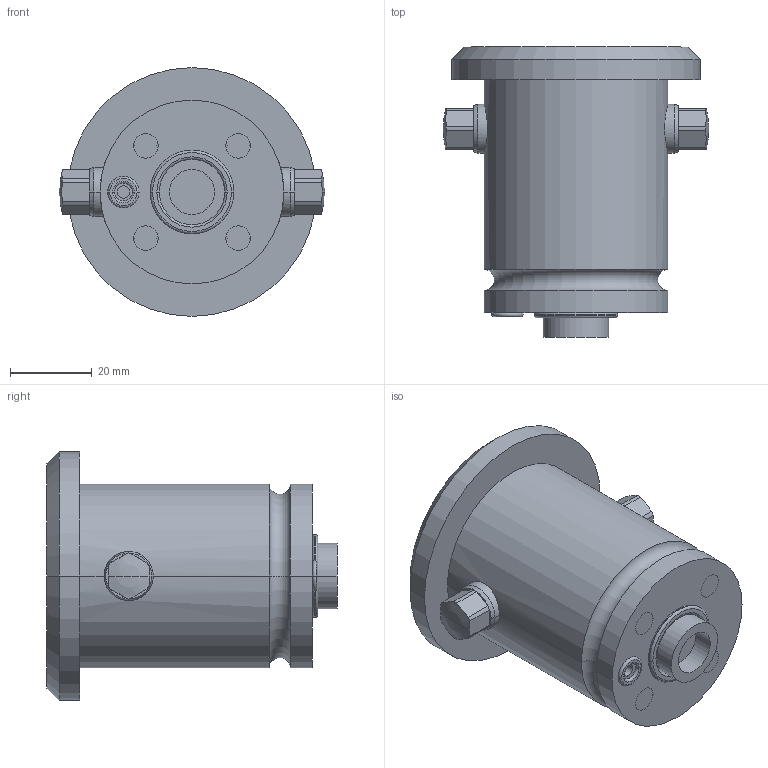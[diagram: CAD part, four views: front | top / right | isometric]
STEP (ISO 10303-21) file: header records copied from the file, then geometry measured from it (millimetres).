
FILE_DESCRIPTION((''),'2;1');
FILE_NAME('ILCM41582210','2020-05-07T',('jweaver'),(''),'PRO/ENGINEER BY PARAMETRIC TECHNOLOGY CORPORATION, 2013320','PRO/ENGINEER BY PARAMETRIC TECHNOLOGY CORPORATION, 2013320','');
FILE_SCHEMA(('AUTOMOTIVE_DESIGN { 1 0 10303 214 1 1 1 1 }'));
Length unit declared in the file: millimetre
Products named in the file (1): ILCM41582210
Bounding box: 65 x 71 x 60.9 mm (x, y, z)
Volume: 112250 mm3; surface area: 19542.8 mm2
Topology: 1 solids, 8 shells, 128 faces, 288 edges, 176 vertices
Faces by surface type: cylinder 52, plane 36, cone 22, torus 14, sphere 4
Entity records: 4864 total; most frequent: DIRECTION 702, CARTESIAN_POINT 653, ORIENTED_EDGE 544, PRESENTATION_STYLE_ASSIGNMENT 302, AXIS2_PLACEMENT_3D 301, STYLED_ITEM 281, CURVE_STYLE 276, EDGE_CURVE 276
